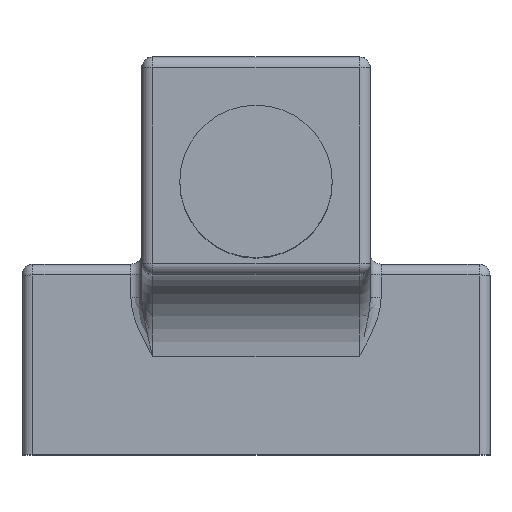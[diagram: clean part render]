
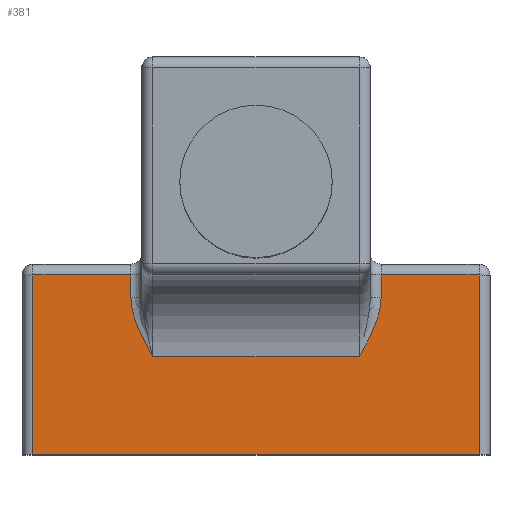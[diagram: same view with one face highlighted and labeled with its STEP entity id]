
A CAD part, top view. The second image highlights one B-rep face of the part: STEP entity #381.
In plain terms, the highlighted planar face has unit normal (0, 0, 1).
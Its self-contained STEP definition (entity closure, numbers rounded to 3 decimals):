
#192 = EDGE_LOOP ( 'NONE', ( #1859, #1856, #1870, #1855, #1883, #1873, #1862, #1866, #1867, #1880 ) ) ;
#381 = ADVANCED_FACE ( 'NONE', ( #1629 ), #1190, .F. ) ;
#406 = EDGE_CURVE ( 'NONE', #2345, #2346, #1666, .T. ) ;
#411 = EDGE_CURVE ( 'NONE', #2343, #2344, #1682, .T. ) ;
#412 = EDGE_CURVE ( 'NONE', #2346, #2347, #1684, .T. ) ;
#413 = EDGE_CURVE ( 'NONE', #2342, #2343, #1816, .T. ) ;
#414 = EDGE_CURVE ( 'NONE', #2341, #2342, #1674, .T. ) ;
#415 = EDGE_CURVE ( 'NONE', #2344, #2345, #1688, .T. ) ;
#416 = EDGE_CURVE ( 'NONE', #2347, #2348, #1690, .T. ) ;
#417 = EDGE_CURVE ( 'NONE', #2348, #2349, #1692, .T. ) ;
#418 = EDGE_CURVE ( 'NONE', #2349, #2350, #1694, .T. ) ;
#419 = EDGE_CURVE ( 'NONE', #2350, #2341, #1817, .T. ) ;
#627 = AXIS2_PLACEMENT_3D ( 'NONE', #1191, #1197, #1198 ) ;
#1190 = PLANE ( 'NONE',  #627 ) ;
#1191 = CARTESIAN_POINT ( 'NONE',  ( -4.3, 3.5, 2.9 ) ) ;
#1197 = DIRECTION ( 'NONE',  ( 0., 0., -1. ) ) ;
#1198 = DIRECTION ( 'NONE',  ( -1., 0., 0. ) ) ;
#1245 = CARTESIAN_POINT ( 'NONE',  ( -4.1, 3.5, 2.9 ) ) ;
#1258 = CARTESIAN_POINT ( 'NONE',  ( 2.3, 2.895, 2.9 ) ) ;
#1259 = DIRECTION ( 'NONE',  ( 0., -1., 0. ) ) ;
#1261 = CARTESIAN_POINT ( 'NONE',  ( -1.9, 1.8, 2.9 ) ) ;
#1270 = CARTESIAN_POINT ( 'NONE',  ( -2.3, 3.5, 2.9 ) ) ;
#1271 = DIRECTION ( 'NONE',  ( 0., 1., 0. ) ) ;
#1272 = CARTESIAN_POINT ( 'NONE',  ( -4.3, 0., 2.9 ) ) ;
#1273 = DIRECTION ( 'NONE',  ( 1., 0., 0. ) ) ;
#1274 = CARTESIAN_POINT ( 'NONE',  ( -1.995, 1.971, 2.9 ) ) ;
#1275 = CARTESIAN_POINT ( 'NONE',  ( -2.091, 2.143, 2.9 ) ) ;
#1276 = CARTESIAN_POINT ( 'NONE',  ( -2.242, 2.505, 2.9 ) ) ;
#1277 = CARTESIAN_POINT ( 'NONE',  ( -2.3, 2.697, 2.9 ) ) ;
#1278 = CARTESIAN_POINT ( 'NONE',  ( -2.3, 2.895, 2.9 ) ) ;
#1279 = CARTESIAN_POINT ( 'NONE',  ( -2.1, 1.8, 2.9 ) ) ;
#1280 = DIRECTION ( 'NONE',  ( -1., 0., 0. ) ) ;
#1281 = CARTESIAN_POINT ( 'NONE',  ( -4.3, 3.3, 2.9 ) ) ;
#1282 = DIRECTION ( 'NONE',  ( -1., 0., 0. ) ) ;
#1283 = CARTESIAN_POINT ( 'NONE',  ( 4.1, 3.5, 2.9 ) ) ;
#1284 = DIRECTION ( 'NONE',  ( 0., 1., 0. ) ) ;
#1285 = CARTESIAN_POINT ( 'NONE',  ( -4.3, 3.3, 2.9 ) ) ;
#1286 = DIRECTION ( 'NONE',  ( -1., 0., 0. ) ) ;
#1287 = CARTESIAN_POINT ( 'NONE',  ( 2.3, 1.8, 2.9 ) ) ;
#1288 = DIRECTION ( 'NONE',  ( 0., -1., 0. ) ) ;
#1290 = CARTESIAN_POINT ( 'NONE',  ( 2.3, 2.697, 2.9 ) ) ;
#1291 = CARTESIAN_POINT ( 'NONE',  ( 2.242, 2.505, 2.9 ) ) ;
#1292 = CARTESIAN_POINT ( 'NONE',  ( 2.091, 2.143, 2.9 ) ) ;
#1293 = CARTESIAN_POINT ( 'NONE',  ( 1.995, 1.972, 2.9 ) ) ;
#1294 = CARTESIAN_POINT ( 'NONE',  ( 1.9, 1.8, 2.9 ) ) ;
#1552 = CARTESIAN_POINT ( 'NONE',  ( 1.9, 1.8, 2.9 ) ) ;
#1553 = CARTESIAN_POINT ( 'NONE',  ( -1.9, 1.8, 2.9 ) ) ;
#1554 = CARTESIAN_POINT ( 'NONE',  ( -2.3, 2.895, 2.9 ) ) ;
#1555 = CARTESIAN_POINT ( 'NONE',  ( -2.3, 3.3, 2.9 ) ) ;
#1556 = CARTESIAN_POINT ( 'NONE',  ( -4.1, 3.3, 2.9 ) ) ;
#1557 = CARTESIAN_POINT ( 'NONE',  ( -4.1, 0., 2.9 ) ) ;
#1558 = CARTESIAN_POINT ( 'NONE',  ( 4.1, 0., 2.9 ) ) ;
#1559 = CARTESIAN_POINT ( 'NONE',  ( 4.1, 3.3, 2.9 ) ) ;
#1560 = CARTESIAN_POINT ( 'NONE',  ( 2.3, 3.3, 2.9 ) ) ;
#1561 = CARTESIAN_POINT ( 'NONE',  ( 2.3, 2.895, 2.9 ) ) ;
#1629 = FACE_OUTER_BOUND ( 'NONE', #192, .T. ) ;
#1666 = LINE ( 'NONE', #1245, #1672 ) ;
#1672 = VECTOR ( 'NONE', #1259, 1000. ) ;
#1674 = LINE ( 'NONE', #1279, #1676 ) ;
#1676 = VECTOR ( 'NONE', #1280, 1000. ) ;
#1682 = LINE ( 'NONE', #1270, #1683 ) ;
#1683 = VECTOR ( 'NONE', #1271, 1000. ) ;
#1684 = LINE ( 'NONE', #1272, #1685 ) ;
#1685 = VECTOR ( 'NONE', #1273, 1000. ) ;
#1688 = LINE ( 'NONE', #1281, #1689 ) ;
#1689 = VECTOR ( 'NONE', #1282, 1000. ) ;
#1690 = LINE ( 'NONE', #1283, #1691 ) ;
#1691 = VECTOR ( 'NONE', #1284, 1000. ) ;
#1692 = LINE ( 'NONE', #1285, #1693 ) ;
#1693 = VECTOR ( 'NONE', #1286, 1000. ) ;
#1694 = LINE ( 'NONE', #1287, #1695 ) ;
#1695 = VECTOR ( 'NONE', #1288, 1000. ) ;
#1816 = B_SPLINE_CURVE_WITH_KNOTS ( 'NONE', 3,
 ( #1261, #1274, #1275, #1276, #1277, #1278 ),
 .UNSPECIFIED., .F., .F.,
 ( 4, 2, 4 ),
 ( 0., 0.001, 0.001 ),
 .UNSPECIFIED. ) ;
#1817 = B_SPLINE_CURVE_WITH_KNOTS ( 'NONE', 3,
 ( #1258, #1290, #1291, #1292, #1293, #1294 ),
 .UNSPECIFIED., .F., .F.,
 ( 4, 2, 4 ),
 ( 0., 0.001, 0.001 ),
 .UNSPECIFIED. ) ;
#1855 = ORIENTED_EDGE ( 'NONE', *, *, #415, .T. ) ;
#1856 = ORIENTED_EDGE ( 'NONE', *, *, #413, .T. ) ;
#1859 = ORIENTED_EDGE ( 'NONE', *, *, #414, .T. ) ;
#1862 = ORIENTED_EDGE ( 'NONE', *, *, #416, .T. ) ;
#1866 = ORIENTED_EDGE ( 'NONE', *, *, #417, .T. ) ;
#1867 = ORIENTED_EDGE ( 'NONE', *, *, #418, .T. ) ;
#1870 = ORIENTED_EDGE ( 'NONE', *, *, #411, .T. ) ;
#1873 = ORIENTED_EDGE ( 'NONE', *, *, #412, .T. ) ;
#1880 = ORIENTED_EDGE ( 'NONE', *, *, #419, .T. ) ;
#1883 = ORIENTED_EDGE ( 'NONE', *, *, #406, .T. ) ;
#2341 = VERTEX_POINT ( 'NONE', #1552 ) ;
#2342 = VERTEX_POINT ( 'NONE', #1553 ) ;
#2343 = VERTEX_POINT ( 'NONE', #1554 ) ;
#2344 = VERTEX_POINT ( 'NONE', #1555 ) ;
#2345 = VERTEX_POINT ( 'NONE', #1556 ) ;
#2346 = VERTEX_POINT ( 'NONE', #1557 ) ;
#2347 = VERTEX_POINT ( 'NONE', #1558 ) ;
#2348 = VERTEX_POINT ( 'NONE', #1559 ) ;
#2349 = VERTEX_POINT ( 'NONE', #1560 ) ;
#2350 = VERTEX_POINT ( 'NONE', #1561 ) ;
